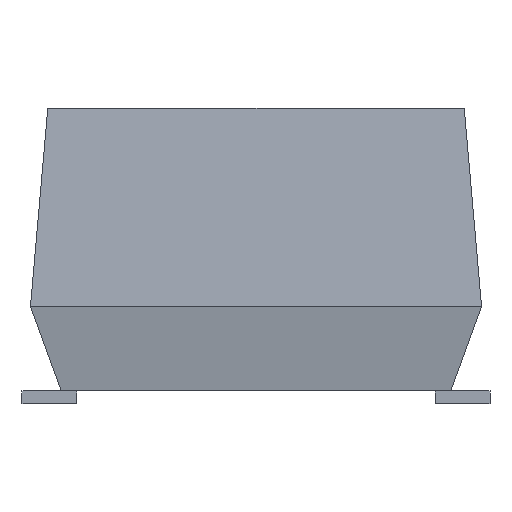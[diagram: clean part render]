
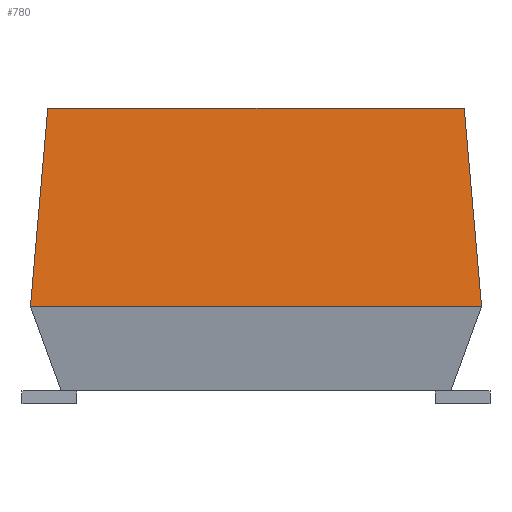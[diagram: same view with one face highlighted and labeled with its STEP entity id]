
A CAD part, left-side view. The second image highlights one B-rep face of the part: STEP entity #780.
In plain terms, the highlighted planar face has unit normal (-0.996, 0, 0.087).
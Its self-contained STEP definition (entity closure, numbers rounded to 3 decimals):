
#780=ADVANCED_FACE('',(#1679),#1680,.T.);
#1679=FACE_OUTER_BOUND('',#2797,.T.);
#1680=PLANE('',#2798);
#2797=EDGE_LOOP('',(#7626,#7627,#7628,#7629));
#2798=AXIS2_PLACEMENT_3D('',#7630,#7631,#7632);
#7626=ORIENTED_EDGE('',*,*,#9478,.T.);
#7627=ORIENTED_EDGE('',*,*,#9667,.T.);
#7628=ORIENTED_EDGE('',*,*,#9662,.F.);
#7629=ORIENTED_EDGE('',*,*,#9580,.F.);
#7630=CARTESIAN_POINT('',(-6.375,-17.943,-1.35));
#7631=DIRECTION('',(-0.996,0.0,0.087));
#7632=DIRECTION('',(0.0,1.0,0.0));
#9478=EDGE_CURVE('',#11154,#11152,#11155,.T.);
#9580=EDGE_CURVE('',#11154,#11126,#11323,.T.);
#9662=EDGE_CURVE('',#11126,#11431,#11432,.T.);
#9667=EDGE_CURVE('',#11152,#11431,#11437,.T.);
#11126=VERTEX_POINT('',#18626);
#11152=VERTEX_POINT('',#18730);
#11154=VERTEX_POINT('',#18733);
#11155=LINE('',#18734,#18735);
#11323=LINE('',#19229,#19230);
#11431=VERTEX_POINT('',#19390);
#11432=LINE('',#19391,#19392);
#11437=LINE('',#19399,#19400);
#18626=CARTESIAN_POINT('',(-6.375,-5.35,-1.35));
#18730=CARTESIAN_POINT('',(-5.964,4.939,3.35));
#18733=CARTESIAN_POINT('',(-5.964,-4.939,3.35));
#18734=CARTESIAN_POINT('',(-5.964,-17.943,3.35));
#18735=VECTOR('',#19950,1000.0);
#19229=CARTESIAN_POINT('',(-6.24,-5.215,0.196));
#19230=VECTOR('',#19958,1000.0);
#19390=CARTESIAN_POINT('',(-6.375,5.35,-1.35));
#19391=CARTESIAN_POINT('',(-6.375,-17.943,-1.35));
#19392=VECTOR('',#20011,1000.0);
#19399=CARTESIAN_POINT('',(-6.24,5.215,0.196));
#19400=VECTOR('',#20014,1000.0);
#19950=DIRECTION('',(0.0,1.0,0.0));
#19958=DIRECTION('',(-0.087,-0.087,-0.992));
#20011=DIRECTION('',(0.0,1.0,0.0));
#20014=DIRECTION('',(-0.087,0.087,-0.992));
